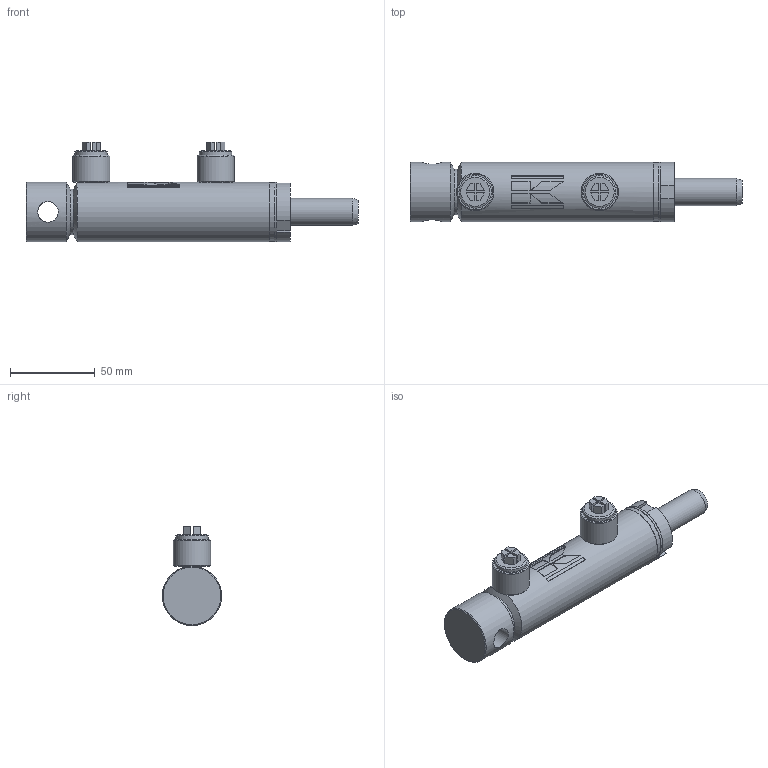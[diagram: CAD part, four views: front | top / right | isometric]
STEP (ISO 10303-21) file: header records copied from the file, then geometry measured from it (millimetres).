
FILE_DESCRIPTION (( 'STEP AP214' ), '1' );
FILE_NAME ('CFGCY0079513-Cylinder.step', '2026-03-10T05:31:39', ( 'Kramp IT' ), ( 'Kramp' ), 'SwSTEP 2.0', 'SolidWorks 2025', '' );
FILE_SCHEMA (( 'AUTOMOTIVE_DESIGN' ));
Length unit declared in the file: millimetre
Products named in the file (18): Rod_Simplified; MATE-AID; LSN04E; SP04M; DS2902513016_Simplified; DS2902504_Simplified; SPACER_SPACER; CFGCY0079513-Cylinder; Tube_Simplified; Tube-MA_Simplified; SLBMM1015; ENDCAP25HOLE; DC39BEVD025B; Rod-WA_Simplified; Tube-WA_Simplified; DS2902504VM_Simplified; DS2902513016VM_Simplified; ATT-NONE
Assembly tree (17 placements, depth 4):
  MATE-AID
  CFGCY0079513-Cylinder
    Tube-WA_Simplified
      Tube-MA_Simplified
        Tube_Simplified
        LSN04E
      LSN04E
      DC39BEVD025B
        ENDCAP25HOLE
    Rod-WA_Simplified
      Rod_Simplified
    DS2902513016VM_Simplified
      DS2902513016_Simplified
    DS2902504VM_Simplified
      DS2902504_Simplified
    SLBMM1015
    SPACER_SPACER
    SP04M  x2
  ATT-NONE
Bounding box: 196 x 35 x 58.5 mm (x, y, z)
Volume: 151606.4 mm3; surface area: 59286.3 mm2
Topology: 11 solids, 11 shells, 269 faces, 601 edges, 391 vertices
Faces by surface type: plane 139, cylinder 78, cone 35, torus 13, bspline 4
Full cylindrical faces by diameter (mm): 6 x2, 8.376 x1, 10 x1, 11.445 x2, 12.2 x1, 13.16 x2, 15 x1, 16 x3, 19.2 x2, 20 x1, 21 x1, 22 x4, 24 x2, 25 x2, 27 x1, 29 x1, 34.5 x1, 35 x3
Entity records: 7237 total; most frequent: CARTESIAN_POINT 1488, DIRECTION 916, ORIENTED_EDGE 732, AXIS2_PLACEMENT_3D 367, EDGE_CURVE 366, EDGE_LOOP 306, VERTEX_POINT 272, FACE_OUTER_BOUND 241
